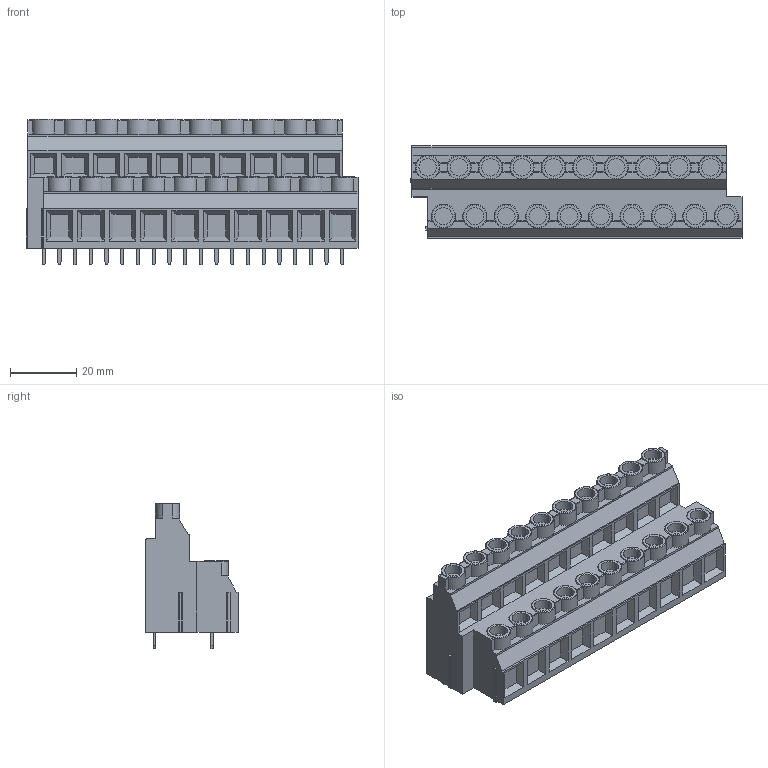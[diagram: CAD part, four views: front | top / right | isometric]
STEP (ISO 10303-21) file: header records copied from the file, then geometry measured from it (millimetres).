
FILE_DESCRIPTION(('CATIA V5 STEP Exchange','CAx-IF Rec.Pracs.--- Model Styling and Organization---1.2---2011-12-15'),'2;1');
FILE_NAME ('D1459226_0_1926390000_1926390000.stp','2018-09-07T06:03:01+00:00',('none'),('Weidmueller'),'CATIA Version 5-6 Release 2014','CATIA V5 STEP AP214','none');
FILE_SCHEMA(('AUTOMOTIVE_DESIGN { 1 0 10303 214 1 1 1 1 }'));
Length unit declared in the file: millimetre
Products named in the file (1): 1926390000
Bounding box: 100.56 x 28 x 44.1 mm (x, y, z)
Volume: 67663.2 mm3; surface area: 16401 mm2
Topology: 21 solids, 21 shells, 568 faces, 1433 edges, 937 vertices
Faces by surface type: plane 412, cylinder 116, torus 40
Entity records: 15171 total; most frequent: CARTESIAN_POINT 2964, ORIENTED_EDGE 2866, DIRECTION 1839, EDGE_CURVE 1433, VERTEX_POINT 937, VECTOR 936, LINE 936, AXIS2_PLACEMENT_3D 631
